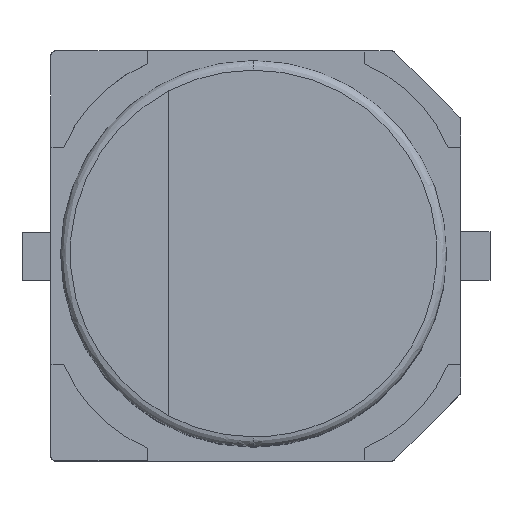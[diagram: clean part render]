
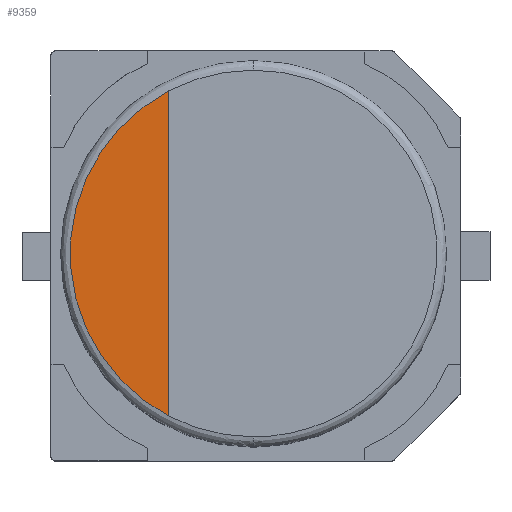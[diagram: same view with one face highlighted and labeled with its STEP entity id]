
A CAD part, top view. The second image highlights one B-rep face of the part: STEP entity #9359.
In plain terms, the highlighted planar face has unit normal (0, 0, 1).
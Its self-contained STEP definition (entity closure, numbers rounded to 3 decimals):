
#9077 = CYLINDRICAL_SURFACE('',#9078,3.8);
#9078 = AXIS2_PLACEMENT_3D('',#9079,#9080,#9081);
#9079 = CARTESIAN_POINT('',(-0.05,0.035,
    10.501));
#9080 = DIRECTION('',(0.,0.,-1.));
#9081 = DIRECTION('',(-0.001,-1.,
    0.));
#9178 = PLANE('',#9179);
#9179 = AXIS2_PLACEMENT_3D('',#9180,#9181,#9182);
#9180 = CARTESIAN_POINT('',(-1.814,-3.331,
    10.501));
#9181 = DIRECTION('',(-1.,0.001,
    0.));
#9182 = DIRECTION('',(0.001,1.,
    0.));
#9193 = EDGE_CURVE('',#9194,#9196,#9198,.T.);
#9194 = VERTEX_POINT('',#9195);
#9195 = CARTESIAN_POINT('',(-1.814,-3.331,
    10.501));
#9196 = VERTEX_POINT('',#9197);
#9197 = CARTESIAN_POINT('',(-1.805,3.405,
    10.501));
#9198 = SURFACE_CURVE('',#9199,(#9204,#9233),.PCURVE_S1.);
#9199 = CIRCLE('',#9200,3.8);
#9200 = AXIS2_PLACEMENT_3D('',#9201,#9202,#9203);
#9201 = CARTESIAN_POINT('',(-0.05,0.035,
    10.501));
#9202 = DIRECTION('',(0.,0.,-1.));
#9203 = DIRECTION('',(-0.001,-1.,
    0.));
#9204 = PCURVE('',#9077,#9205);
#9205 = DEFINITIONAL_REPRESENTATION('',(#9206),#9232);
#9206 = B_SPLINE_CURVE_WITH_KNOTS('',3,(#9207,#9208,#9209,#9210,#9211,
    #9212,#9213,#9214,#9215,#9216,#9217,#9218,#9219,#9220,#9221,#9222,
    #9223,#9224,#9225,#9226,#9227,#9228,#9229,#9230,#9231),
  .UNSPECIFIED.,.F.,.F.,(4,1,1,1,1,1,1,1,1,1,1,1,1,1,1,1,1,1,1,1,1,1,4),
  (0.481,0.58,0.679,0.778,
    0.877,0.976,1.076,1.175,
    1.274,1.373,1.472,1.571,
    1.67,1.769,1.868,1.967,
    2.066,2.165,2.264,2.363,
    2.462,2.561,2.66),
  .QUASI_UNIFORM_KNOTS.);
#9207 = CARTESIAN_POINT('',(0.481,0.));
#9208 = CARTESIAN_POINT('',(0.514,0.));
#9209 = CARTESIAN_POINT('',(0.58,0.));
#9210 = CARTESIAN_POINT('',(0.679,0.));
#9211 = CARTESIAN_POINT('',(0.778,0.));
#9212 = CARTESIAN_POINT('',(0.877,0.));
#9213 = CARTESIAN_POINT('',(0.976,0.));
#9214 = CARTESIAN_POINT('',(1.076,0.));
#9215 = CARTESIAN_POINT('',(1.175,0.));
#9216 = CARTESIAN_POINT('',(1.274,0.));
#9217 = CARTESIAN_POINT('',(1.373,0.));
#9218 = CARTESIAN_POINT('',(1.472,0.));
#9219 = CARTESIAN_POINT('',(1.571,0.));
#9220 = CARTESIAN_POINT('',(1.67,0.));
#9221 = CARTESIAN_POINT('',(1.769,0.));
#9222 = CARTESIAN_POINT('',(1.868,0.));
#9223 = CARTESIAN_POINT('',(1.967,0.));
#9224 = CARTESIAN_POINT('',(2.066,0.));
#9225 = CARTESIAN_POINT('',(2.165,0.));
#9226 = CARTESIAN_POINT('',(2.264,0.));
#9227 = CARTESIAN_POINT('',(2.363,0.));
#9228 = CARTESIAN_POINT('',(2.462,0.));
#9229 = CARTESIAN_POINT('',(2.561,0.));
#9230 = CARTESIAN_POINT('',(2.627,0.));
#9231 = CARTESIAN_POINT('',(2.66,0.));
#9232 = ( GEOMETRIC_REPRESENTATION_CONTEXT(2) 
PARAMETRIC_REPRESENTATION_CONTEXT() REPRESENTATION_CONTEXT('2D SPACE',''
  ) );
#9233 = PCURVE('',#9234,#9239);
#9234 = PLANE('',#9235);
#9235 = AXIS2_PLACEMENT_3D('',#9236,#9237,#9238);
#9236 = CARTESIAN_POINT('',(-0.05,0.035,
    10.501));
#9237 = DIRECTION('',(0.,0.,-1.));
#9238 = DIRECTION('',(-0.001,-1.,
    0.));
#9239 = DEFINITIONAL_REPRESENTATION('',(#9240),#9244);
#9240 = CIRCLE('',#9241,3.8);
#9241 = AXIS2_PLACEMENT_2D('',#9242,#9243);
#9242 = CARTESIAN_POINT('',(0.,0.));
#9243 = DIRECTION('',(1.,0.));
#9244 = ( GEOMETRIC_REPRESENTATION_CONTEXT(2) 
PARAMETRIC_REPRESENTATION_CONTEXT() REPRESENTATION_CONTEXT('2D SPACE',''
  ) );
#9337 = EDGE_CURVE('',#9194,#9196,#9338,.T.);
#9338 = SURFACE_CURVE('',#9339,(#9343,#9350),.PCURVE_S1.);
#9339 = LINE('',#9340,#9341);
#9340 = CARTESIAN_POINT('',(-1.814,-3.331,
    10.501));
#9341 = VECTOR('',#9342,1.);
#9342 = DIRECTION('',(0.001,1.,
    0.));
#9343 = PCURVE('',#9178,#9344);
#9344 = DEFINITIONAL_REPRESENTATION('',(#9345),#9349);
#9345 = LINE('',#9346,#9347);
#9346 = CARTESIAN_POINT('',(0.,0.));
#9347 = VECTOR('',#9348,1.);
#9348 = DIRECTION('',(1.,0.));
#9349 = ( GEOMETRIC_REPRESENTATION_CONTEXT(2) 
PARAMETRIC_REPRESENTATION_CONTEXT() REPRESENTATION_CONTEXT('2D SPACE',''
  ) );
#9350 = PCURVE('',#9234,#9351);
#9351 = DEFINITIONAL_REPRESENTATION('',(#9352),#9356);
#9352 = LINE('',#9353,#9354);
#9353 = CARTESIAN_POINT('',(3.368,1.759));
#9354 = VECTOR('',#9355,1.);
#9355 = DIRECTION('',(-1.,0.));
#9356 = ( GEOMETRIC_REPRESENTATION_CONTEXT(2) 
PARAMETRIC_REPRESENTATION_CONTEXT() REPRESENTATION_CONTEXT('2D SPACE',''
  ) );
#9359 = ADVANCED_FACE('',(#9360),#9234,.F.);
#9360 = FACE_BOUND('',#9361,.T.);
#9361 = EDGE_LOOP('',(#9362,#9363));
#9362 = ORIENTED_EDGE('',*,*,#9337,.T.);
#9363 = ORIENTED_EDGE('',*,*,#9193,.F.);
